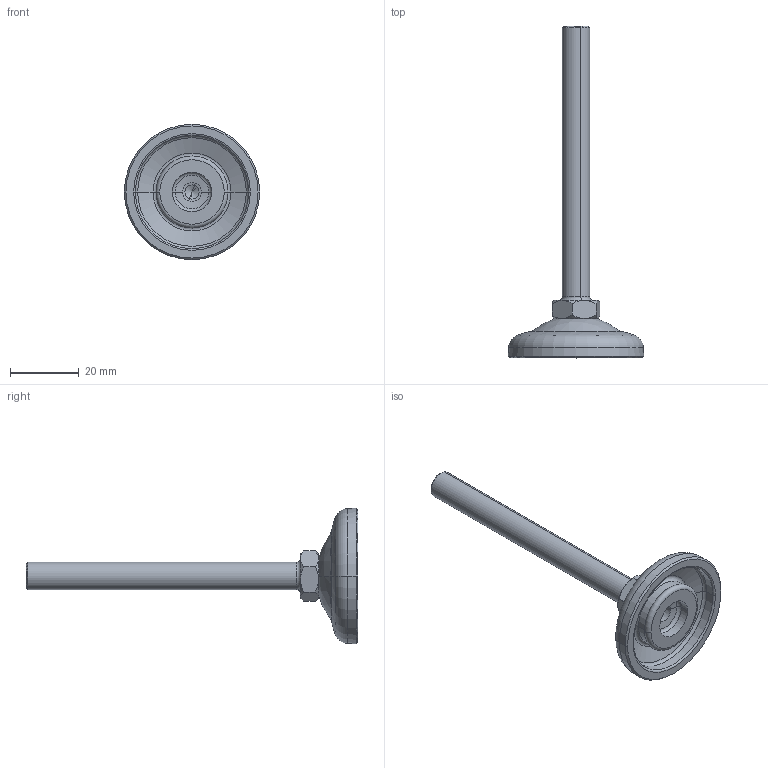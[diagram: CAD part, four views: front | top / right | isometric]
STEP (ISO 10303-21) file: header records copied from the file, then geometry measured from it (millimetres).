
FILE_DESCRIPTION (( 'STEP AP214' ), '1' );
FILE_NAME ('9E040K08080M.STEP', '2014-09-19T12:05:06', ( '' ), ( '' ), 'SwSTEP 2.0', 'SolidWorks 2014', '' );
FILE_SCHEMA (( 'AUTOMOTIVE_DESIGN' ));
Length unit declared in the file: millimetre
Products named in the file (3): 098em08_098 em 08 080; 098e040k_098 e 040 k; 9E040K08080M
Assembly tree (2 placements, depth 2):
  9E040K08080M
    098e040k_098 e 040 k
    098em08_098 em 08 080
Bounding box: 39.47 x 96.77 x 39.47 mm (x, y, z)
Volume: 11056.1 mm3; surface area: 6679.8 mm2
Topology: 2 solids, 2 shells, 75 faces, 160 edges, 89 vertices
Faces by surface type: cone 28, torus 18, cylinder 16, plane 11, sphere 2
Entity records: 2244 total; most frequent: CARTESIAN_POINT 487, DIRECTION 390, ORIENTED_EDGE 316, AXIS2_PLACEMENT_3D 176, EDGE_CURVE 158, CIRCLE 96, VERTEX_POINT 89, EDGE_LOOP 79
